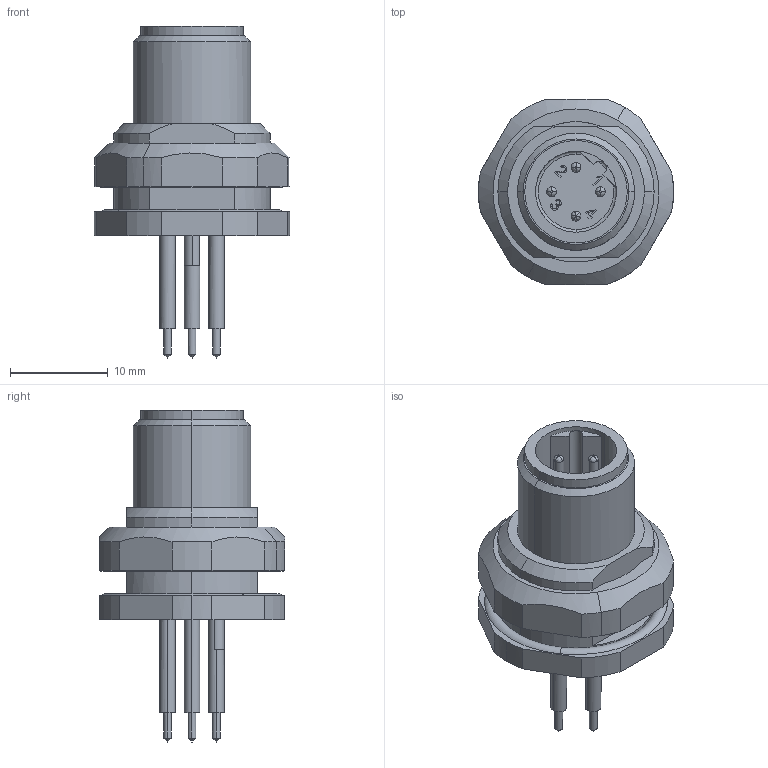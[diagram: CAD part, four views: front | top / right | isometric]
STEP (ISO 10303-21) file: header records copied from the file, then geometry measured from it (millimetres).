
FILE_DESCRIPTION(('CATIA V5R24 STEP','CAx-IF Rec.Pracs.--- Model Styling and Organization---1.2---2011-12-15'),'2;1');
FILE_NAME ('D1461803_0_2422400000_2422400000.stp','2017-05-11T11:29:21+00:00',('none'),('Weidmueller'),'CATIA Version 5-6 Release 2014 SP4 HF52','CATIA V5 STEP AP214','none');
FILE_SCHEMA(('AUTOMOTIVE_DESIGN { 1 0 10303 214 1 1 1 1 }'));
Length unit declared in the file: millimetre
Products named in the file (1): v5-standard_part
Bounding box: 20 x 19 x 34 mm (x, y, z)
Volume: 3083.7 mm3; surface area: 4119.2 mm2
Topology: 1 solids, 10 shells, 411 faces, 1175 edges, 779 vertices
Faces by surface type: cylinder 154, plane 128, bspline 55, cone 54, torus 20
Entity records: 15330 total; most frequent: CARTESIAN_POINT 5012, ORIENTED_EDGE 2334, DIRECTION 1516, EDGE_CURVE 1167, VERTEX_POINT 779, AXIS2_PLACEMENT_3D 704, EDGE_LOOP 460, VECTOR 455
